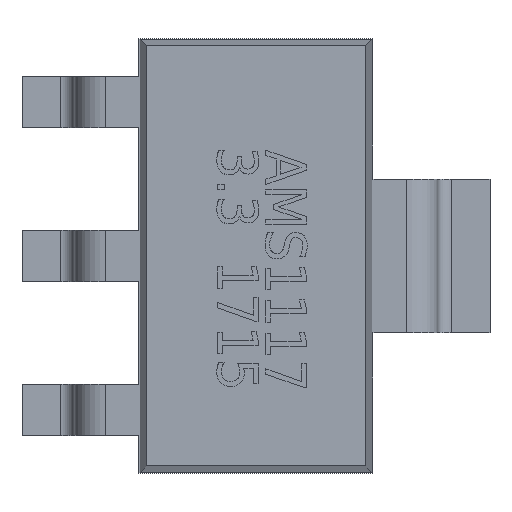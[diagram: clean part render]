
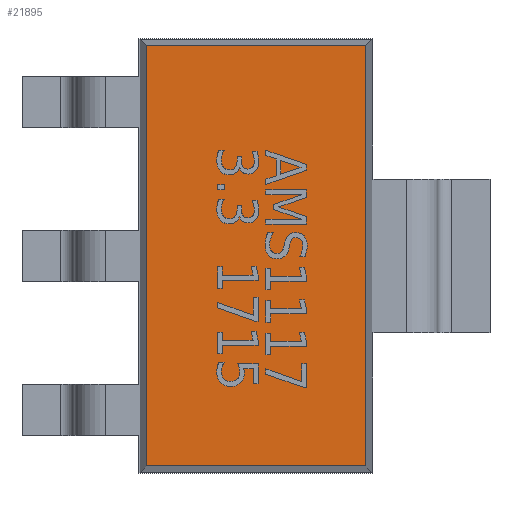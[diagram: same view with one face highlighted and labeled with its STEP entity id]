
A CAD part, top view. The second image highlights one B-rep face of the part: STEP entity #21895.
In plain terms, the highlighted planar face has unit normal (0, 0, 1).
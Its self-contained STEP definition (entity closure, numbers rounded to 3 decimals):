
#17848 = B_SPLINE_SURFACE_WITH_KNOTS('',1,1,(
    (#17849,#17850)
    ,(#17851,#17852
    )),.UNSPECIFIED.,.F.,.F.,.F.,(2,2),(2,2),(0.,6.47),(0.,1.),
  .PIECEWISE_BEZIER_KNOTS.);
#17849 = CARTESIAN_POINT('',(-1.735,3.235,1.035));
#17850 = CARTESIAN_POINT('',(-1.642,3.142,1.7));
#17851 = CARTESIAN_POINT('',(-1.735,-3.235,1.035));
#17852 = CARTESIAN_POINT('',(-1.642,-3.142,1.7));
#19899 = B_SPLINE_SURFACE_WITH_KNOTS('',1,1,(
    (#19900,#19901)
    ,(#19902,#19903
    )),.UNSPECIFIED.,.F.,.F.,.F.,(2,2),(2,2),(0.,3.47),(0.,1.),
  .PIECEWISE_BEZIER_KNOTS.);
#19900 = CARTESIAN_POINT('',(-1.735,-3.235,1.035));
#19901 = CARTESIAN_POINT('',(-1.642,-3.142,1.7));
#19902 = CARTESIAN_POINT('',(1.735,-3.235,1.035));
#19903 = CARTESIAN_POINT('',(1.642,-3.142,1.7));
#19980 = B_SPLINE_SURFACE_WITH_KNOTS('',1,1,(
    (#19981,#19982)
    ,(#19983,#19984
    )),.UNSPECIFIED.,.F.,.F.,.F.,(2,2),(2,2),(0.,6.47),(0.,1.),
  .PIECEWISE_BEZIER_KNOTS.);
#19981 = CARTESIAN_POINT('',(1.735,-3.235,1.035));
#19982 = CARTESIAN_POINT('',(1.642,-3.142,1.7));
#19983 = CARTESIAN_POINT('',(1.735,3.235,1.035));
#19984 = CARTESIAN_POINT('',(1.642,3.142,1.7));
#20658 = B_SPLINE_SURFACE_WITH_KNOTS('',1,1,(
    (#20659,#20660)
    ,(#20661,#20662
    )),.UNSPECIFIED.,.F.,.F.,.F.,(2,2),(2,2),(0.,3.47),(0.,1.),
  .PIECEWISE_BEZIER_KNOTS.);
#20659 = CARTESIAN_POINT('',(1.735,3.235,1.035));
#20660 = CARTESIAN_POINT('',(1.642,3.142,1.7));
#20661 = CARTESIAN_POINT('',(-1.735,3.235,1.035));
#20662 = CARTESIAN_POINT('',(-1.642,3.142,1.7));
#20742 = VERTEX_POINT('',#20743);
#20743 = CARTESIAN_POINT('',(-1.642,-3.142,1.7));
#20763 = EDGE_CURVE('',#20764,#20742,#20766,.T.);
#20764 = VERTEX_POINT('',#20765);
#20765 = CARTESIAN_POINT('',(-1.642,3.142,1.7));
#20766 = SURFACE_CURVE('',#20767,(#20771,#20777),.PCURVE_S1.);
#20767 = LINE('',#20768,#20769);
#20768 = CARTESIAN_POINT('',(-1.642,3.142,1.7));
#20769 = VECTOR('',#20770,1.);
#20770 = DIRECTION('',(0.,-1.,0.));
#20771 = PCURVE('',#17848,#20772);
#20772 = DEFINITIONAL_REPRESENTATION('',(#20773),#20776);
#20773 = B_SPLINE_CURVE_WITH_KNOTS('',1,(#20774,#20775),.UNSPECIFIED.,
  .F.,.F.,(2,2),(0.,6.283),.PIECEWISE_BEZIER_KNOTS.);
#20774 = CARTESIAN_POINT('',(0.,1.));
#20775 = CARTESIAN_POINT('',(6.47,1.));
#20776 = ( GEOMETRIC_REPRESENTATION_CONTEXT(2) 
PARAMETRIC_REPRESENTATION_CONTEXT() REPRESENTATION_CONTEXT('2D SPACE',''
  ) );
#20777 = PCURVE('',#20778,#20783);
#20778 = PLANE('',#20779);
#20779 = AXIS2_PLACEMENT_3D('',#20780,#20781,#20782);
#20780 = CARTESIAN_POINT('',(-1.642,3.142,1.7));
#20781 = DIRECTION('',(0.,0.,-1.));
#20782 = DIRECTION('',(0.463,-0.886,0.));
#20783 = DEFINITIONAL_REPRESENTATION('',(#20784),#20788);
#20784 = LINE('',#20785,#20786);
#20785 = CARTESIAN_POINT('',(0.,-0.));
#20786 = VECTOR('',#20787,1.);
#20787 = DIRECTION('',(0.886,0.463));
#20788 = ( GEOMETRIC_REPRESENTATION_CONTEXT(2) 
PARAMETRIC_REPRESENTATION_CONTEXT() REPRESENTATION_CONTEXT('2D SPACE',''
  ) );
#21534 = VERTEX_POINT('',#21535);
#21535 = CARTESIAN_POINT('',(1.642,-3.142,1.7));
#21555 = EDGE_CURVE('',#20742,#21534,#21556,.T.);
#21556 = SURFACE_CURVE('',#21557,(#21561,#21567),.PCURVE_S1.);
#21557 = LINE('',#21558,#21559);
#21558 = CARTESIAN_POINT('',(-1.642,-3.142,1.7));
#21559 = VECTOR('',#21560,1.);
#21560 = DIRECTION('',(1.,0.,0.));
#21561 = PCURVE('',#19899,#21562);
#21562 = DEFINITIONAL_REPRESENTATION('',(#21563),#21566);
#21563 = B_SPLINE_CURVE_WITH_KNOTS('',1,(#21564,#21565),.UNSPECIFIED.,
  .F.,.F.,(2,2),(0.,3.283),.PIECEWISE_BEZIER_KNOTS.);
#21564 = CARTESIAN_POINT('',(0.,1.));
#21565 = CARTESIAN_POINT('',(3.47,1.));
#21566 = ( GEOMETRIC_REPRESENTATION_CONTEXT(2) 
PARAMETRIC_REPRESENTATION_CONTEXT() REPRESENTATION_CONTEXT('2D SPACE',''
  ) );
#21567 = PCURVE('',#20778,#21568);
#21568 = DEFINITIONAL_REPRESENTATION('',(#21569),#21573);
#21569 = LINE('',#21570,#21571);
#21570 = CARTESIAN_POINT('',(5.569,2.91));
#21571 = VECTOR('',#21572,1.);
#21572 = DIRECTION('',(0.463,-0.886));
#21573 = ( GEOMETRIC_REPRESENTATION_CONTEXT(2) 
PARAMETRIC_REPRESENTATION_CONTEXT() REPRESENTATION_CONTEXT('2D SPACE',''
  ) );
#21603 = VERTEX_POINT('',#21604);
#21604 = CARTESIAN_POINT('',(1.642,3.142,1.7));
#21624 = EDGE_CURVE('',#21534,#21603,#21625,.T.);
#21625 = SURFACE_CURVE('',#21626,(#21630,#21636),.PCURVE_S1.);
#21626 = LINE('',#21627,#21628);
#21627 = CARTESIAN_POINT('',(1.642,-3.142,1.7));
#21628 = VECTOR('',#21629,1.);
#21629 = DIRECTION('',(0.,1.,0.));
#21630 = PCURVE('',#19980,#21631);
#21631 = DEFINITIONAL_REPRESENTATION('',(#21632),#21635);
#21632 = B_SPLINE_CURVE_WITH_KNOTS('',1,(#21633,#21634),.UNSPECIFIED.,
  .F.,.F.,(2,2),(0.,6.283),.PIECEWISE_BEZIER_KNOTS.);
#21633 = CARTESIAN_POINT('',(0.,1.));
#21634 = CARTESIAN_POINT('',(6.47,1.));
#21635 = ( GEOMETRIC_REPRESENTATION_CONTEXT(2) 
PARAMETRIC_REPRESENTATION_CONTEXT() REPRESENTATION_CONTEXT('2D SPACE',''
  ) );
#21636 = PCURVE('',#20778,#21637);
#21637 = DEFINITIONAL_REPRESENTATION('',(#21638),#21642);
#21638 = LINE('',#21639,#21640);
#21639 = CARTESIAN_POINT('',(7.089,0.));
#21640 = VECTOR('',#21641,1.);
#21641 = DIRECTION('',(-0.886,-0.463));
#21642 = ( GEOMETRIC_REPRESENTATION_CONTEXT(2) 
PARAMETRIC_REPRESENTATION_CONTEXT() REPRESENTATION_CONTEXT('2D SPACE',''
  ) );
#21875 = EDGE_CURVE('',#21603,#20764,#21876,.T.);
#21876 = SURFACE_CURVE('',#21877,(#21881,#21887),.PCURVE_S1.);
#21877 = LINE('',#21878,#21879);
#21878 = CARTESIAN_POINT('',(1.642,3.142,1.7));
#21879 = VECTOR('',#21880,1.);
#21880 = DIRECTION('',(-1.,0.,0.));
#21881 = PCURVE('',#20658,#21882);
#21882 = DEFINITIONAL_REPRESENTATION('',(#21883),#21886);
#21883 = B_SPLINE_CURVE_WITH_KNOTS('',1,(#21884,#21885),.UNSPECIFIED.,
  .F.,.F.,(2,2),(0.,3.283),.PIECEWISE_BEZIER_KNOTS.);
#21884 = CARTESIAN_POINT('',(0.,1.));
#21885 = CARTESIAN_POINT('',(3.47,1.));
#21886 = ( GEOMETRIC_REPRESENTATION_CONTEXT(2) 
PARAMETRIC_REPRESENTATION_CONTEXT() REPRESENTATION_CONTEXT('2D SPACE',''
  ) );
#21887 = PCURVE('',#20778,#21888);
#21888 = DEFINITIONAL_REPRESENTATION('',(#21889),#21893);
#21889 = LINE('',#21890,#21891);
#21890 = CARTESIAN_POINT('',(1.52,-2.91));
#21891 = VECTOR('',#21892,1.);
#21892 = DIRECTION('',(-0.463,0.886));
#21893 = ( GEOMETRIC_REPRESENTATION_CONTEXT(2) 
PARAMETRIC_REPRESENTATION_CONTEXT() REPRESENTATION_CONTEXT('2D SPACE',''
  ) );
#21895 = ADVANCED_FACE('',(#21896),#20778,.F.);
#21896 = FACE_BOUND('',#21897,.T.);
#21897 = EDGE_LOOP('',(#21898,#21899,#21900,#21901));
#21898 = ORIENTED_EDGE('',*,*,#20763,.T.);
#21899 = ORIENTED_EDGE('',*,*,#21555,.T.);
#21900 = ORIENTED_EDGE('',*,*,#21624,.T.);
#21901 = ORIENTED_EDGE('',*,*,#21875,.T.);
